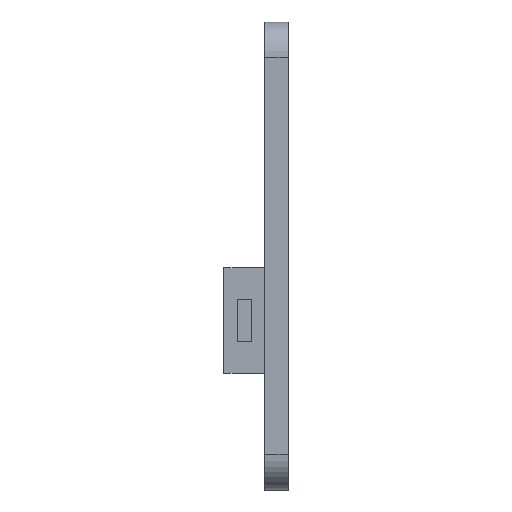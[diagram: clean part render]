
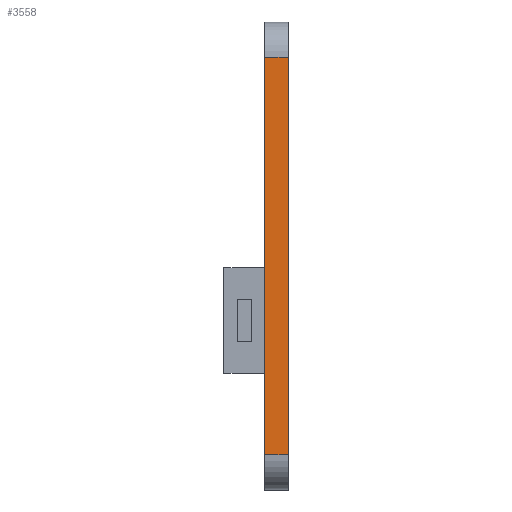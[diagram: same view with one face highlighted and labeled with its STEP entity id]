
A CAD part, left-side view. The second image highlights one B-rep face of the part: STEP entity #3558.
In plain terms, the highlighted planar face has unit normal (-1, 0, 0).
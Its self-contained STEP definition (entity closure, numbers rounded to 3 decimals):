
#412=FACE_OUTER_BOUND('',#631,.T.);
#631=EDGE_LOOP('',(#3207,#3208,#3209,#3210));
#720=LINE('',#4997,#1125);
#863=LINE('',#5347,#1268);
#1036=LINE('',#5774,#1441);
#1037=LINE('',#5776,#1442);
#1125=VECTOR('',#4026,10.);
#1268=VECTOR('',#4329,10.);
#1441=VECTOR('',#4770,10.);
#1442=VECTOR('',#4773,10.);
#1523=VERTEX_POINT('',#4994);
#1524=VERTEX_POINT('',#4996);
#1650=VERTEX_POINT('',#5344);
#1651=VERTEX_POINT('',#5346);
#1873=EDGE_CURVE('',#1523,#1524,#720,.T.);
#2045=EDGE_CURVE('',#1651,#1650,#863,.T.);
#2256=EDGE_CURVE('',#1650,#1524,#1036,.T.);
#2257=EDGE_CURVE('',#1651,#1523,#1037,.T.);
#3207=ORIENTED_EDGE('',*,*,#2045,.T.);
#3208=ORIENTED_EDGE('',*,*,#2256,.T.);
#3209=ORIENTED_EDGE('',*,*,#1873,.F.);
#3210=ORIENTED_EDGE('',*,*,#2257,.F.);
#3377=PLANE('',#3839);
#3558=ADVANCED_FACE('',(#412),#3377,.T.);
#3839=AXIS2_PLACEMENT_3D('',#5775,#4771,#4772);
#4026=DIRECTION('',(0.,0.,-1.));
#4329=DIRECTION('',(0.,0.,-1.));
#4770=DIRECTION('',(0.,-1.,0.));
#4771=DIRECTION('center_axis',(-1.,0.,0.));
#4772=DIRECTION('ref_axis',(0.,0.,-1.));
#4773=DIRECTION('',(0.,-1.,0.));
#4994=CARTESIAN_POINT('',(-10.25,-1.,8.5));
#4996=CARTESIAN_POINT('',(-10.25,-1.,-8.5));
#4997=CARTESIAN_POINT('',(-10.25,-1.,8.5));
#5344=CARTESIAN_POINT('',(-10.25,0.,-8.5));
#5346=CARTESIAN_POINT('',(-10.25,0.,8.5));
#5347=CARTESIAN_POINT('',(-10.25,0.,8.5));
#5774=CARTESIAN_POINT('',(-10.25,0.,-8.5));
#5775=CARTESIAN_POINT('Origin',(-10.25,0.,8.5));
#5776=CARTESIAN_POINT('',(-10.25,0.,8.5));
